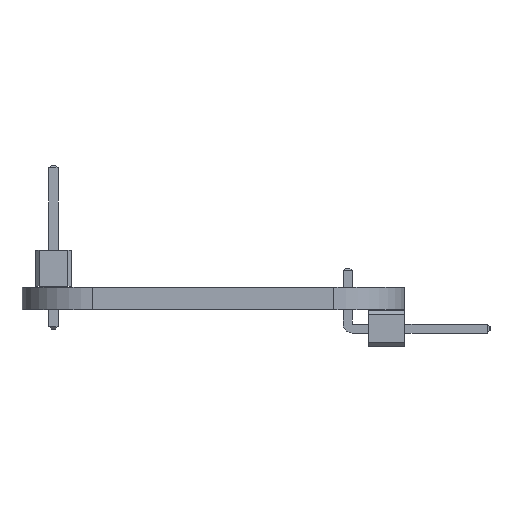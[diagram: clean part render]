
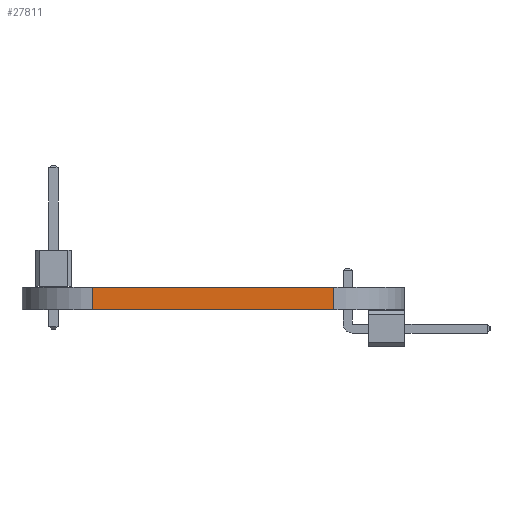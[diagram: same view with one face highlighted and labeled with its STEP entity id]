
A CAD part, left-side view. The second image highlights one B-rep face of the part: STEP entity #27811.
In plain terms, the highlighted planar face has unit normal (-1, 0, 0).
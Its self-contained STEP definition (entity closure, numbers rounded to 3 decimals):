
#27811 = ADVANCED_FACE('',(#27812),#27826,.F.);
#27812 = FACE_BOUND('',#27813,.F.);
#27813 = EDGE_LOOP('',(#27814,#27849,#27877,#27905));
#27814 = ORIENTED_EDGE('',*,*,#27815,.T.);
#27815 = EDGE_CURVE('',#27816,#27818,#27820,.T.);
#27816 = VERTEX_POINT('',#27817);
#27817 = CARTESIAN_POINT('',(0.,22.,0.));
#27818 = VERTEX_POINT('',#27819);
#27819 = CARTESIAN_POINT('',(0.,22.,1.6));
#27820 = SURFACE_CURVE('',#27821,(#27825,#27837),.PCURVE_S1.);
#27821 = LINE('',#27822,#27823);
#27822 = CARTESIAN_POINT('',(0.,22.,0.));
#27823 = VECTOR('',#27824,1.);
#27824 = DIRECTION('',(0.,0.,1.));
#27825 = PCURVE('',#27826,#27831);
#27826 = PLANE('',#27827);
#27827 = AXIS2_PLACEMENT_3D('',#27828,#27829,#27830);
#27828 = CARTESIAN_POINT('',(0.,22.,0.));
#27829 = DIRECTION('',(1.,0.,-0.));
#27830 = DIRECTION('',(0.,-1.,0.));
#27831 = DEFINITIONAL_REPRESENTATION('',(#27832),#27836);
#27832 = LINE('',#27833,#27834);
#27833 = CARTESIAN_POINT('',(0.,0.));
#27834 = VECTOR('',#27835,1.);
#27835 = DIRECTION('',(0.,-1.));
#27836 = ( GEOMETRIC_REPRESENTATION_CONTEXT(2) 
PARAMETRIC_REPRESENTATION_CONTEXT() REPRESENTATION_CONTEXT('2D SPACE',''
  ) );
#27837 = PCURVE('',#27838,#27843);
#27838 = CYLINDRICAL_SURFACE('',#27839,5.);
#27839 = AXIS2_PLACEMENT_3D('',#27840,#27841,#27842);
#27840 = CARTESIAN_POINT('',(5.,22.,0.));
#27841 = DIRECTION('',(-0.,-0.,-1.));
#27842 = DIRECTION('',(1.,0.,-0.));
#27843 = DEFINITIONAL_REPRESENTATION('',(#27844),#27848);
#27844 = LINE('',#27845,#27846);
#27845 = CARTESIAN_POINT('',(-3.142,0.));
#27846 = VECTOR('',#27847,1.);
#27847 = DIRECTION('',(-0.,-1.));
#27848 = ( GEOMETRIC_REPRESENTATION_CONTEXT(2) 
PARAMETRIC_REPRESENTATION_CONTEXT() REPRESENTATION_CONTEXT('2D SPACE',''
  ) );
#27849 = ORIENTED_EDGE('',*,*,#27850,.T.);
#27850 = EDGE_CURVE('',#27818,#27851,#27853,.T.);
#27851 = VERTEX_POINT('',#27852);
#27852 = CARTESIAN_POINT('',(0.,5.,1.6));
#27853 = SURFACE_CURVE('',#27854,(#27858,#27865),.PCURVE_S1.);
#27854 = LINE('',#27855,#27856);
#27855 = CARTESIAN_POINT('',(0.,22.,1.6));
#27856 = VECTOR('',#27857,1.);
#27857 = DIRECTION('',(0.,-1.,0.));
#27858 = PCURVE('',#27826,#27859);
#27859 = DEFINITIONAL_REPRESENTATION('',(#27860),#27864);
#27860 = LINE('',#27861,#27862);
#27861 = CARTESIAN_POINT('',(0.,-1.6));
#27862 = VECTOR('',#27863,1.);
#27863 = DIRECTION('',(1.,0.));
#27864 = ( GEOMETRIC_REPRESENTATION_CONTEXT(2) 
PARAMETRIC_REPRESENTATION_CONTEXT() REPRESENTATION_CONTEXT('2D SPACE',''
  ) );
#27865 = PCURVE('',#27866,#27871);
#27866 = PLANE('',#27867);
#27867 = AXIS2_PLACEMENT_3D('',#27868,#27869,#27870);
#27868 = CARTESIAN_POINT('',(50.,13.5,1.6));
#27869 = DIRECTION('',(0.,0.,1.));
#27870 = DIRECTION('',(1.,0.,-0.));
#27871 = DEFINITIONAL_REPRESENTATION('',(#27872),#27876);
#27872 = LINE('',#27873,#27874);
#27873 = CARTESIAN_POINT('',(-50.,8.5));
#27874 = VECTOR('',#27875,1.);
#27875 = DIRECTION('',(0.,-1.));
#27876 = ( GEOMETRIC_REPRESENTATION_CONTEXT(2) 
PARAMETRIC_REPRESENTATION_CONTEXT() REPRESENTATION_CONTEXT('2D SPACE',''
  ) );
#27877 = ORIENTED_EDGE('',*,*,#27878,.F.);
#27878 = EDGE_CURVE('',#27879,#27851,#27881,.T.);
#27879 = VERTEX_POINT('',#27880);
#27880 = CARTESIAN_POINT('',(0.,5.,0.));
#27881 = SURFACE_CURVE('',#27882,(#27886,#27893),.PCURVE_S1.);
#27882 = LINE('',#27883,#27884);
#27883 = CARTESIAN_POINT('',(0.,5.,0.));
#27884 = VECTOR('',#27885,1.);
#27885 = DIRECTION('',(0.,0.,1.));
#27886 = PCURVE('',#27826,#27887);
#27887 = DEFINITIONAL_REPRESENTATION('',(#27888),#27892);
#27888 = LINE('',#27889,#27890);
#27889 = CARTESIAN_POINT('',(17.,0.));
#27890 = VECTOR('',#27891,1.);
#27891 = DIRECTION('',(0.,-1.));
#27892 = ( GEOMETRIC_REPRESENTATION_CONTEXT(2) 
PARAMETRIC_REPRESENTATION_CONTEXT() REPRESENTATION_CONTEXT('2D SPACE',''
  ) );
#27893 = PCURVE('',#27894,#27899);
#27894 = CYLINDRICAL_SURFACE('',#27895,5.);
#27895 = AXIS2_PLACEMENT_3D('',#27896,#27897,#27898);
#27896 = CARTESIAN_POINT('',(5.,5.,0.));
#27897 = DIRECTION('',(-0.,-0.,-1.));
#27898 = DIRECTION('',(1.,0.,-0.));
#27899 = DEFINITIONAL_REPRESENTATION('',(#27900),#27904);
#27900 = LINE('',#27901,#27902);
#27901 = CARTESIAN_POINT('',(-3.142,0.));
#27902 = VECTOR('',#27903,1.);
#27903 = DIRECTION('',(-0.,-1.));
#27904 = ( GEOMETRIC_REPRESENTATION_CONTEXT(2) 
PARAMETRIC_REPRESENTATION_CONTEXT() REPRESENTATION_CONTEXT('2D SPACE',''
  ) );
#27905 = ORIENTED_EDGE('',*,*,#27906,.F.);
#27906 = EDGE_CURVE('',#27816,#27879,#27907,.T.);
#27907 = SURFACE_CURVE('',#27908,(#27912,#27919),.PCURVE_S1.);
#27908 = LINE('',#27909,#27910);
#27909 = CARTESIAN_POINT('',(0.,22.,0.));
#27910 = VECTOR('',#27911,1.);
#27911 = DIRECTION('',(0.,-1.,0.));
#27912 = PCURVE('',#27826,#27913);
#27913 = DEFINITIONAL_REPRESENTATION('',(#27914),#27918);
#27914 = LINE('',#27915,#27916);
#27915 = CARTESIAN_POINT('',(0.,0.));
#27916 = VECTOR('',#27917,1.);
#27917 = DIRECTION('',(1.,0.));
#27918 = ( GEOMETRIC_REPRESENTATION_CONTEXT(2) 
PARAMETRIC_REPRESENTATION_CONTEXT() REPRESENTATION_CONTEXT('2D SPACE',''
  ) );
#27919 = PCURVE('',#27920,#27925);
#27920 = PLANE('',#27921);
#27921 = AXIS2_PLACEMENT_3D('',#27922,#27923,#27924);
#27922 = CARTESIAN_POINT('',(50.,13.5,0.));
#27923 = DIRECTION('',(0.,0.,1.));
#27924 = DIRECTION('',(1.,0.,-0.));
#27925 = DEFINITIONAL_REPRESENTATION('',(#27926),#27930);
#27926 = LINE('',#27927,#27928);
#27927 = CARTESIAN_POINT('',(-50.,8.5));
#27928 = VECTOR('',#27929,1.);
#27929 = DIRECTION('',(0.,-1.));
#27930 = ( GEOMETRIC_REPRESENTATION_CONTEXT(2) 
PARAMETRIC_REPRESENTATION_CONTEXT() REPRESENTATION_CONTEXT('2D SPACE',''
  ) );
